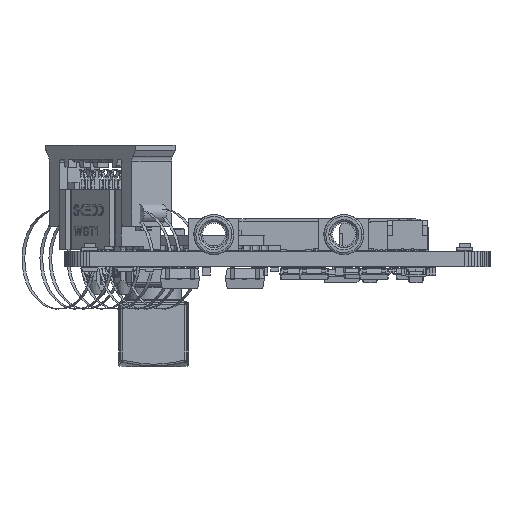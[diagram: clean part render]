
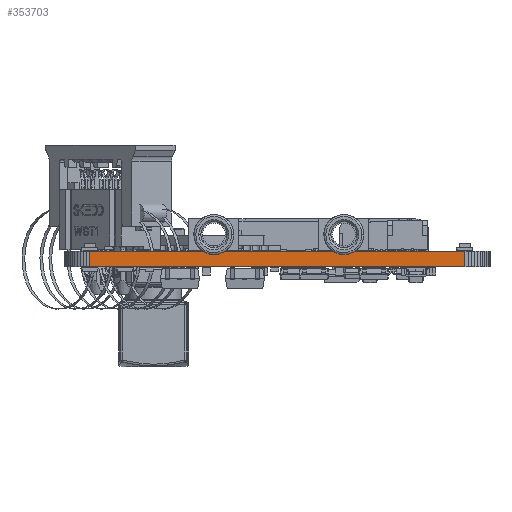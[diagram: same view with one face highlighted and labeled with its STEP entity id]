
A CAD part, left-side view. The second image highlights one B-rep face of the part: STEP entity #353703.
In plain terms, the highlighted planar face has unit normal (-1, 0, 0).
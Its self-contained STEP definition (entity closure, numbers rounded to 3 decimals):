
#342911 = PLANE('',#342912);
#342912 = AXIS2_PLACEMENT_3D('',#342913,#342914,#342915);
#342913 = CARTESIAN_POINT('',(-6.302,5.357,1.58));
#342914 = DIRECTION('',(-0.,-0.,-1.));
#342915 = DIRECTION('',(-1.,0.,0.));
#342965 = PLANE('',#342966);
#342966 = AXIS2_PLACEMENT_3D('',#342967,#342968,#342969);
#342967 = CARTESIAN_POINT('',(-6.302,5.357,0.));
#342968 = DIRECTION('',(-0.,-0.,-1.));
#342969 = DIRECTION('',(-1.,0.,0.));
#345062 = VERTEX_POINT('',#345063);
#345063 = CARTESIAN_POINT('',(-26.75,-11.75,0.));
#345077 = PLANE('',#345078);
#345078 = AXIS2_PLACEMENT_3D('',#345079,#345080,#345081);
#345079 = CARTESIAN_POINT('',(-26.729,-12.076,0.));
#345080 = DIRECTION('',(-0.998,-0.065,0.));
#345081 = DIRECTION('',(-0.065,0.998,0.));
#345089 = EDGE_CURVE('',#345062,#345090,#345092,.T.);
#345090 = VERTEX_POINT('',#345091);
#345091 = CARTESIAN_POINT('',(-26.75,25.75,0.));
#345092 = SURFACE_CURVE('',#345093,(#345097,#345104),.PCURVE_S1.);
#345093 = LINE('',#345094,#345095);
#345094 = CARTESIAN_POINT('',(-26.75,-11.75,0.));
#345095 = VECTOR('',#345096,1.);
#345096 = DIRECTION('',(0.,1.,0.));
#345097 = PCURVE('',#342965,#345098);
#345098 = DEFINITIONAL_REPRESENTATION('',(#345099),#345103);
#345099 = LINE('',#345100,#345101);
#345100 = CARTESIAN_POINT('',(20.448,-17.107));
#345101 = VECTOR('',#345102,1.);
#345102 = DIRECTION('',(0.,1.));
#345103 = ( GEOMETRIC_REPRESENTATION_CONTEXT(2) 
PARAMETRIC_REPRESENTATION_CONTEXT() REPRESENTATION_CONTEXT('2D SPACE',''
  ) );
#345104 = PCURVE('',#345105,#345110);
#345105 = PLANE('',#345106);
#345106 = AXIS2_PLACEMENT_3D('',#345107,#345108,#345109);
#345107 = CARTESIAN_POINT('',(-26.75,-11.75,0.));
#345108 = DIRECTION('',(-1.,0.,0.));
#345109 = DIRECTION('',(0.,1.,0.));
#345110 = DEFINITIONAL_REPRESENTATION('',(#345111),#345115);
#345111 = LINE('',#345112,#345113);
#345112 = CARTESIAN_POINT('',(0.,0.));
#345113 = VECTOR('',#345114,1.);
#345114 = DIRECTION('',(1.,0.));
#345115 = ( GEOMETRIC_REPRESENTATION_CONTEXT(2) 
PARAMETRIC_REPRESENTATION_CONTEXT() REPRESENTATION_CONTEXT('2D SPACE',''
  ) );
#345133 = PLANE('',#345134);
#345134 = AXIS2_PLACEMENT_3D('',#345135,#345136,#345137);
#345135 = CARTESIAN_POINT('',(-26.75,25.75,0.));
#345136 = DIRECTION('',(-0.998,0.065,0.));
#345137 = DIRECTION('',(0.065,0.998,0.));
#350121 = VERTEX_POINT('',#350122);
#350122 = CARTESIAN_POINT('',(-26.75,-11.75,1.58));
#350143 = EDGE_CURVE('',#350121,#350144,#350146,.T.);
#350144 = VERTEX_POINT('',#350145);
#350145 = CARTESIAN_POINT('',(-26.75,25.75,1.58));
#350146 = SURFACE_CURVE('',#350147,(#350151,#350158),.PCURVE_S1.);
#350147 = LINE('',#350148,#350149);
#350148 = CARTESIAN_POINT('',(-26.75,-11.75,1.58));
#350149 = VECTOR('',#350150,1.);
#350150 = DIRECTION('',(0.,1.,0.));
#350151 = PCURVE('',#342911,#350152);
#350152 = DEFINITIONAL_REPRESENTATION('',(#350153),#350157);
#350153 = LINE('',#350154,#350155);
#350154 = CARTESIAN_POINT('',(20.448,-17.107));
#350155 = VECTOR('',#350156,1.);
#350156 = DIRECTION('',(0.,1.));
#350157 = ( GEOMETRIC_REPRESENTATION_CONTEXT(2) 
PARAMETRIC_REPRESENTATION_CONTEXT() REPRESENTATION_CONTEXT('2D SPACE',''
  ) );
#350158 = PCURVE('',#345105,#350159);
#350159 = DEFINITIONAL_REPRESENTATION('',(#350160),#350164);
#350160 = LINE('',#350161,#350162);
#350161 = CARTESIAN_POINT('',(0.,-1.58));
#350162 = VECTOR('',#350163,1.);
#350163 = DIRECTION('',(1.,0.));
#350164 = ( GEOMETRIC_REPRESENTATION_CONTEXT(2) 
PARAMETRIC_REPRESENTATION_CONTEXT() REPRESENTATION_CONTEXT('2D SPACE',''
  ) );
#353653 = EDGE_CURVE('',#345090,#350144,#353654,.T.);
#353654 = SURFACE_CURVE('',#353655,(#353659,#353666),.PCURVE_S1.);
#353655 = LINE('',#353656,#353657);
#353656 = CARTESIAN_POINT('',(-26.75,25.75,0.));
#353657 = VECTOR('',#353658,1.);
#353658 = DIRECTION('',(0.,0.,1.));
#353659 = PCURVE('',#345133,#353660);
#353660 = DEFINITIONAL_REPRESENTATION('',(#353661),#353665);
#353661 = LINE('',#353662,#353663);
#353662 = CARTESIAN_POINT('',(0.,0.));
#353663 = VECTOR('',#353664,1.);
#353664 = DIRECTION('',(0.,-1.));
#353665 = ( GEOMETRIC_REPRESENTATION_CONTEXT(2) 
PARAMETRIC_REPRESENTATION_CONTEXT() REPRESENTATION_CONTEXT('2D SPACE',''
  ) );
#353666 = PCURVE('',#345105,#353667);
#353667 = DEFINITIONAL_REPRESENTATION('',(#353668),#353672);
#353668 = LINE('',#353669,#353670);
#353669 = CARTESIAN_POINT('',(37.5,0.));
#353670 = VECTOR('',#353671,1.);
#353671 = DIRECTION('',(0.,-1.));
#353672 = ( GEOMETRIC_REPRESENTATION_CONTEXT(2) 
PARAMETRIC_REPRESENTATION_CONTEXT() REPRESENTATION_CONTEXT('2D SPACE',''
  ) );
#353703 = ADVANCED_FACE('',(#353704),#345105,.T.);
#353704 = FACE_BOUND('',#353705,.T.);
#353705 = EDGE_LOOP('',(#353706,#353727,#353728,#353729));
#353706 = ORIENTED_EDGE('',*,*,#353707,.T.);
#353707 = EDGE_CURVE('',#345062,#350121,#353708,.T.);
#353708 = SURFACE_CURVE('',#353709,(#353713,#353720),.PCURVE_S1.);
#353709 = LINE('',#353710,#353711);
#353710 = CARTESIAN_POINT('',(-26.75,-11.75,0.));
#353711 = VECTOR('',#353712,1.);
#353712 = DIRECTION('',(0.,0.,1.));
#353713 = PCURVE('',#345105,#353714);
#353714 = DEFINITIONAL_REPRESENTATION('',(#353715),#353719);
#353715 = LINE('',#353716,#353717);
#353716 = CARTESIAN_POINT('',(0.,0.));
#353717 = VECTOR('',#353718,1.);
#353718 = DIRECTION('',(0.,-1.));
#353719 = ( GEOMETRIC_REPRESENTATION_CONTEXT(2) 
PARAMETRIC_REPRESENTATION_CONTEXT() REPRESENTATION_CONTEXT('2D SPACE',''
  ) );
#353720 = PCURVE('',#345077,#353721);
#353721 = DEFINITIONAL_REPRESENTATION('',(#353722),#353726);
#353722 = LINE('',#353723,#353724);
#353723 = CARTESIAN_POINT('',(0.327,0.));
#353724 = VECTOR('',#353725,1.);
#353725 = DIRECTION('',(0.,-1.));
#353726 = ( GEOMETRIC_REPRESENTATION_CONTEXT(2) 
PARAMETRIC_REPRESENTATION_CONTEXT() REPRESENTATION_CONTEXT('2D SPACE',''
  ) );
#353727 = ORIENTED_EDGE('',*,*,#350143,.T.);
#353728 = ORIENTED_EDGE('',*,*,#353653,.F.);
#353729 = ORIENTED_EDGE('',*,*,#345089,.F.);
